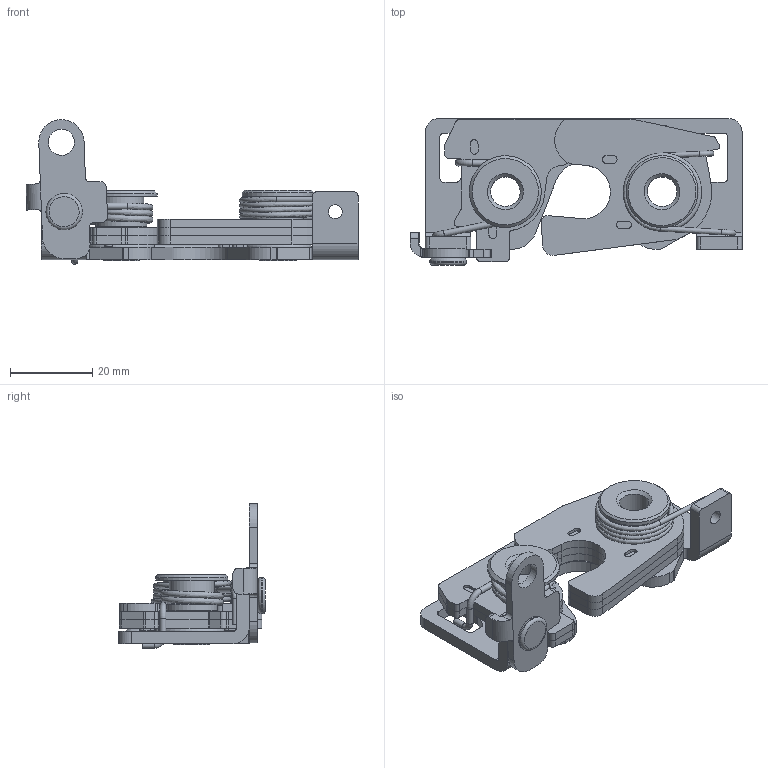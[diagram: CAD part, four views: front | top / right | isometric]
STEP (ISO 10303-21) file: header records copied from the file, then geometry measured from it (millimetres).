
FILE_DESCRIPTION(('STEP AP214'),'1');
FILE_NAME('2810.2.1.001.step','2019-05-09T06:25:40',(' '),(' '),'Spatial InterOp 3D',' ',' ');
FILE_SCHEMA(('automotive_design'));
Length unit declared in the file: millimetre
Products named in the file (12): _61; _63; _65; _67; _69; _71; _73; _75; _77; _79; _81; _83
Bounding box: 80.74 x 35.69 x 35.19 mm (x, y, z)
Volume: 17257.1 mm3; surface area: 20460.1 mm2
Topology: 12 solids, 12 shells, 414 faces, 1062 edges, 706 vertices
Faces by surface type: plane 196, cylinder 196, torus 13, cone 5, bspline 4
Full cylindrical faces by diameter (mm): 1.25 x4, 1.499 x5, 3.175 x1, 3.404 x2, 4.762 x1, 5 x1, 6.35 x1, 7.2 x2, 8.8 x2, 8.839 x1, 9 x2, 10.65 x1, 10.9 x3, 12.4 x2, 12.6 x3, 14 x1, 17.5 x2
Entity records: 16956 total; most frequent: CARTESIAN_POINT 3245, DIRECTION 2240, ORIENTED_EDGE 1988, EDGE_CURVE 994, AXIS2_PLACEMENT_3D 832, VERTEX_POINT 690, LINE 576, VECTOR 576
